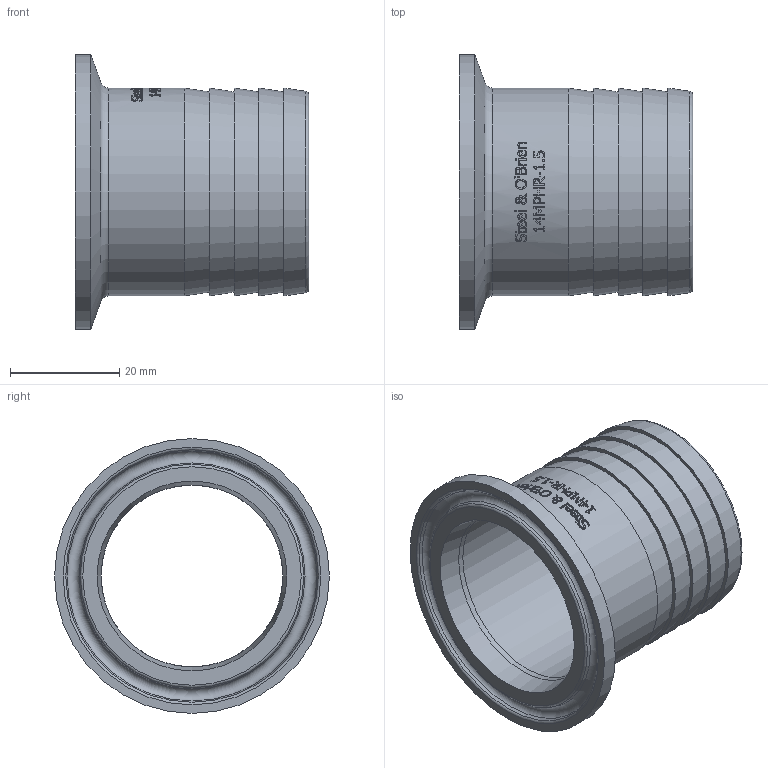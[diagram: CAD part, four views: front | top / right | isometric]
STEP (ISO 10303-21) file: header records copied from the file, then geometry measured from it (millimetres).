
FILE_DESCRIPTION(/* description */ (''),/* implementation_level */ '2;1');
FILE_NAME(/* name */ '14MPHR-1.5.stp',/* time_stamp */ '2021-01-05T15:20:03-05:00',/* author */ ('rick'),/* organization */ (''),/* preprocessor_version */ 'ST-DEVELOPER v18',/* originating_system */ 'Autodesk Inventor 2020',/* authorisation */ '');
FILE_SCHEMA (('AUTOMOTIVE_DESIGN { 1 0 10303 214 3 1 1 }'));
Length unit declared in the file: inch
Products named in the file (1): 14MPHR-1.5
Bounding box: 42.85 x 50.39 x 50.39 mm (x, y, z)
Volume: 13249.3 mm3; surface area: 12062.6 mm2
Topology: 1 solids, 1 shells, 383 faces, 1047 edges, 706 vertices
Faces by surface type: plane 180, bspline 149, cylinder 38, cone 9, torus 7
Full cylindrical faces by diameter (mm): 33.325 x1, 38.1 x1, 50.394 x1
Entity records: 15469 total; most frequent: CARTESIAN_POINT 6411, ORIENTED_EDGE 2094, DIRECTION 1484, EDGE_CURVE 1047, VERTEX_POINT 706, AXIS2_PLACEMENT_3D 500, LINE 484, VECTOR 484
